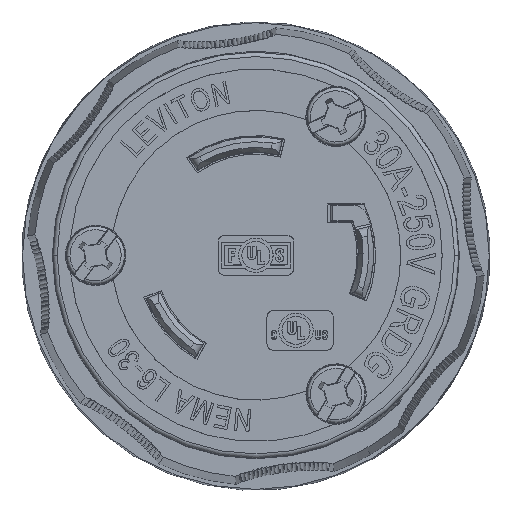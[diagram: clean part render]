
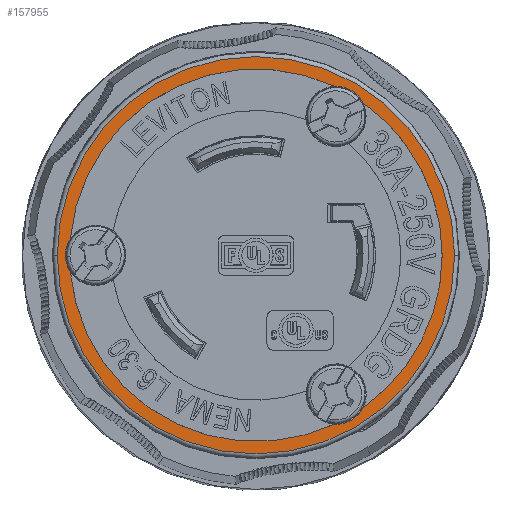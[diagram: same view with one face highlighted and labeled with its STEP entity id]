
A CAD part, top view. The second image highlights one B-rep face of the part: STEP entity #157955.
In plain terms, the highlighted planar face has unit normal (0, 0, 1).
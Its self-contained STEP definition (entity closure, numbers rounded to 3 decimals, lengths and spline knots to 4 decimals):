
#1003 = PLANE ( 'NONE',  #140870 ) ;
#2795 = VERTEX_POINT ( 'NONE', #36993 ) ;
#3689 = FACE_OUTER_BOUND ( 'NONE', #99432, .T. ) ;
#4236 = CARTESIAN_POINT ( 'NONE',  ( 0.8996, 0.0005, 0. ) ) ;
#6811 = CIRCLE ( 'NONE', #12528, 0.8437 ) ;
#7364 = VERTEX_POINT ( 'NONE', #7616 ) ;
#7616 = CARTESIAN_POINT ( 'NONE',  ( 0.3551, 0.7654, 0. ) ) ;
#11518 = DIRECTION ( 'NONE',  ( 0., 0., 1. ) ) ;
#12244 = DIRECTION ( 'NONE',  ( 0., 0., 1. ) ) ;
#12528 = AXIS2_PLACEMENT_3D ( 'NONE', #156860, #116955, #32392 ) ;
#13886 = VERTEX_POINT ( 'NONE', #178473 ) ;
#16435 = DIRECTION ( 'NONE',  ( 0., 0., 1. ) ) ;
#18537 = DIRECTION ( 'NONE',  ( 1., 0.001, 0. ) ) ;
#19836 = ORIENTED_EDGE ( 'NONE', *, *, #23687, .F. ) ;
#20037 = DIRECTION ( 'NONE',  ( 1., 0.001, 0. ) ) ;
#20090 = EDGE_CURVE ( 'NONE', #121840, #110389, #151090, .T. ) ;
#20315 = CARTESIAN_POINT ( 'NONE',  ( -0.8404, -0.0752, 0. ) ) ;
#22635 = EDGE_CURVE ( 'NONE', #101805, #64208, #159661, .T. ) ;
#23687 = EDGE_CURVE ( 'NONE', #2795, #7364, #93169, .T. ) ;
#29769 = ORIENTED_EDGE ( 'NONE', *, *, #22635, .F. ) ;
#30196 = DIRECTION ( 'NONE',  ( 1., 0.001, 0. ) ) ;
#31261 = EDGE_CURVE ( 'NONE', #110389, #121840, #49994, .T. ) ;
#31639 = CARTESIAN_POINT ( 'NONE',  ( -0.8996, -0.0005, 0. ) ) ;
#32392 = DIRECTION ( 'NONE',  ( 1., 0.001, 0. ) ) ;
#33299 = EDGE_CURVE ( 'NONE', #94544, #2795, #6811, .T. ) ;
#33784 = DIRECTION ( 'NONE',  ( 1., 0.001, 0. ) ) ;
#33910 = CIRCLE ( 'NONE', #106466, 0.1366 ) ;
#33977 = CIRCLE ( 'NONE', #80311, 0.1366 ) ;
#34735 = ORIENTED_EDGE ( 'NONE', *, *, #118281, .F. ) ;
#35038 = EDGE_CURVE ( 'NONE', #7364, #13886, #131760, .T. ) ;
#36993 = CARTESIAN_POINT ( 'NONE',  ( 0.4845, 0.6907, 0. ) ) ;
#42172 = CARTESIAN_POINT ( 'NONE',  ( 0., 0., 0. ) ) ;
#44163 = ORIENTED_EDGE ( 'NONE', *, *, #35038, .F. ) ;
#49994 = CIRCLE ( 'NONE', #73252, 0.8996 ) ;
#55335 = DIRECTION ( 'NONE',  ( 0., 0., 1. ) ) ;
#58016 = DIRECTION ( 'NONE',  ( 1., 0.001, 0. ) ) ;
#59358 = AXIS2_PLACEMENT_3D ( 'NONE', #69867, #55335, #58016 ) ;
#60644 = ORIENTED_EDGE ( 'NONE', *, *, #33299, .F. ) ;
#60677 = VERTEX_POINT ( 'NONE', #105197 ) ;
#64208 = VERTEX_POINT ( 'NONE', #73592 ) ;
#69867 = CARTESIAN_POINT ( 'NONE',  ( 0., 0., 0. ) ) ;
#73252 = AXIS2_PLACEMENT_3D ( 'NONE', #171763, #119116, #20037 ) ;
#73592 = CARTESIAN_POINT ( 'NONE',  ( 0.3559, -0.765, 0. ) ) ;
#73923 = ORIENTED_EDGE ( 'NONE', *, *, #20090, .T. ) ;
#75364 = EDGE_CURVE ( 'NONE', #60677, #94544, #85869, .T. ) ;
#75788 = AXIS2_PLACEMENT_3D ( 'NONE', #106108, #11518, #135114 ) ;
#76464 = CARTESIAN_POINT ( 'NONE',  ( -0.8626, -0.0005, 0. ) ) ;
#77855 = CARTESIAN_POINT ( 'NONE',  ( -0.726, -0.0004, 0. ) ) ;
#80311 = AXIS2_PLACEMENT_3D ( 'NONE', #142823, #116557, #33784 ) ;
#85869 = CIRCLE ( 'NONE', #59358, 0.8437 ) ;
#87642 = CARTESIAN_POINT ( 'NONE',  ( 0.3627, 0.6289, 0. ) ) ;
#90607 = DIRECTION ( 'NONE',  ( 1., 0.001, 0. ) ) ;
#90920 = VERTEX_POINT ( 'NONE', #76464 ) ;
#93169 = CIRCLE ( 'NONE', #145263, 0.1366 ) ;
#93279 = DIRECTION ( 'NONE',  ( 0., 0., 1. ) ) ;
#94544 = VERTEX_POINT ( 'NONE', #126510 ) ;
#98406 = CARTESIAN_POINT ( 'NONE',  ( 0., 0., 0. ) ) ;
#99432 = EDGE_LOOP ( 'NONE', ( #173945, #73923 ) ) ;
#101805 = VERTEX_POINT ( 'NONE', #20315 ) ;
#105197 = CARTESIAN_POINT ( 'NONE',  ( 0.4853, -0.6902, 0. ) ) ;
#106108 = CARTESIAN_POINT ( 'NONE',  ( 0., 0., 0. ) ) ;
#106466 = AXIS2_PLACEMENT_3D ( 'NONE', #77855, #148636, #120585 ) ;
#110389 = VERTEX_POINT ( 'NONE', #4236 ) ;
#111927 = CARTESIAN_POINT ( 'NONE',  ( 0., 0., 0. ) ) ;
#112959 = DIRECTION ( 'NONE',  ( 0., 0., 1. ) ) ;
#116557 = DIRECTION ( 'NONE',  ( 0., 0., 1. ) ) ;
#116955 = DIRECTION ( 'NONE',  ( 0., 0., 1. ) ) ;
#118281 = EDGE_CURVE ( 'NONE', #90920, #101805, #33910, .T. ) ;
#119116 = DIRECTION ( 'NONE',  ( 0., 0., 1. ) ) ;
#120585 = DIRECTION ( 'NONE',  ( 1., 0.001, 0. ) ) ;
#121840 = VERTEX_POINT ( 'NONE', #31639 ) ;
#123875 = AXIS2_PLACEMENT_3D ( 'NONE', #172341, #93279, #90607 ) ;
#126510 = CARTESIAN_POINT ( 'NONE',  ( 0.8437, 0.0005, 0. ) ) ;
#129961 = ORIENTED_EDGE ( 'NONE', *, *, #75364, .F. ) ;
#131760 = CIRCLE ( 'NONE', #169435, 0.8437 ) ;
#135114 = DIRECTION ( 'NONE',  ( 1., 0.001, 0. ) ) ;
#137995 = ORIENTED_EDGE ( 'NONE', *, *, #144666, .F. ) ;
#138513 = DIRECTION ( 'NONE',  ( 1., 0.001, 0. ) ) ;
#140870 = AXIS2_PLACEMENT_3D ( 'NONE', #111927, #16435, #140890 ) ;
#140890 = DIRECTION ( 'NONE',  ( 1., 0.001, 0. ) ) ;
#142823 = CARTESIAN_POINT ( 'NONE',  ( 0.3633, -0.6285, 0. ) ) ;
#143003 = DIRECTION ( 'NONE',  ( 0., 0., 1. ) ) ;
#144666 = EDGE_CURVE ( 'NONE', #13886, #90920, #152809, .T. ) ;
#145263 = AXIS2_PLACEMENT_3D ( 'NONE', #87642, #143003, #18537 ) ;
#148636 = DIRECTION ( 'NONE',  ( 0., 0., 1. ) ) ;
#151090 = CIRCLE ( 'NONE', #75788, 0.8996 ) ;
#152809 = CIRCLE ( 'NONE', #123875, 0.1366 ) ;
#156860 = CARTESIAN_POINT ( 'NONE',  ( 0., 0., 0. ) ) ;
#156910 = ORIENTED_EDGE ( 'NONE', *, *, #178133, .F. ) ;
#157596 = EDGE_LOOP ( 'NONE', ( #19836, #60644, #129961, #156910, #29769, #34735, #137995, #44163 ) ) ;
#157955 = ADVANCED_FACE ( 'NONE', ( #3689, #169942 ), #1003, .T. ) ;
#159661 = CIRCLE ( 'NONE', #162643, 0.8437 ) ;
#162643 = AXIS2_PLACEMENT_3D ( 'NONE', #42172, #12244, #138513 ) ;
#169435 = AXIS2_PLACEMENT_3D ( 'NONE', #98406, #112959, #30196 ) ;
#169942 = FACE_BOUND ( 'NONE', #157596, .T. ) ;
#171763 = CARTESIAN_POINT ( 'NONE',  ( 0., 0., 0. ) ) ;
#172341 = CARTESIAN_POINT ( 'NONE',  ( -0.726, -0.0004, 0. ) ) ;
#173945 = ORIENTED_EDGE ( 'NONE', *, *, #31261, .T. ) ;
#178133 = EDGE_CURVE ( 'NONE', #64208, #60677, #33977, .T. ) ;
#178473 = CARTESIAN_POINT ( 'NONE',  ( -0.8404, 0.0742, 0. ) ) ;
